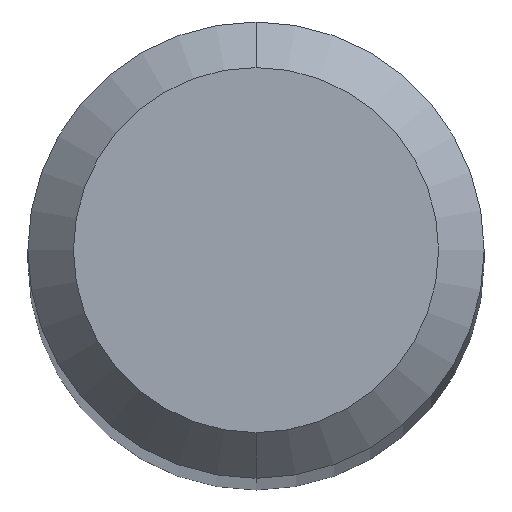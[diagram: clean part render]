
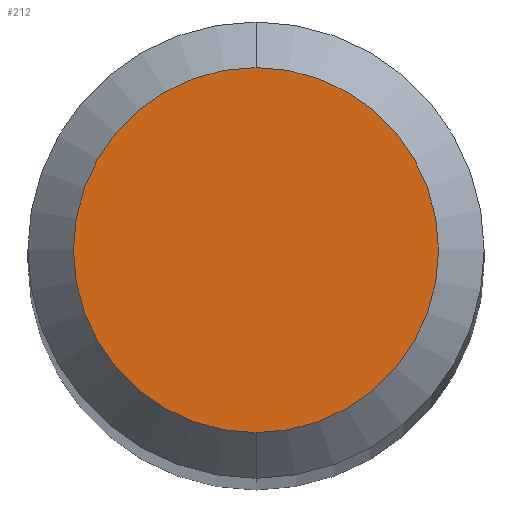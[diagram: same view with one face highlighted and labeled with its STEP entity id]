
A CAD part, top view. The second image highlights one B-rep face of the part: STEP entity #212.
In plain terms, the highlighted planar face has unit normal (0, 0, 1).
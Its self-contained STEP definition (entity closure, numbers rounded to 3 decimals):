
#17 = AXIS2_PLACEMENT_3D ( 'NONE', #183, #114, #152 ) ;
#35 = AXIS2_PLACEMENT_3D ( 'NONE', #131, #159, #99 ) ;
#44 = CARTESIAN_POINT ( 'NONE',  ( 0., -3.016, 0. ) ) ;
#45 = AXIS2_PLACEMENT_3D ( 'NONE', #144, #63, #173 ) ;
#49 = VERTEX_POINT ( 'NONE', #44 ) ;
#63 = DIRECTION ( 'NONE',  ( 0., 0., -1. ) ) ;
#70 = EDGE_LOOP ( 'NONE', ( #93, #155 ) ) ;
#93 = ORIENTED_EDGE ( 'NONE', *, *, #161, .T. ) ;
#95 = EDGE_CURVE ( 'NONE', #49, #104, #151, .T. ) ;
#99 = DIRECTION ( 'NONE',  ( 0., 1., 0. ) ) ;
#104 = VERTEX_POINT ( 'NONE', #182 ) ;
#114 = DIRECTION ( 'NONE',  ( 0., 0., 1. ) ) ;
#125 = FACE_OUTER_BOUND ( 'NONE', #70, .T. ) ;
#131 = CARTESIAN_POINT ( 'NONE',  ( 0., 0., 0. ) ) ;
#144 = CARTESIAN_POINT ( 'NONE',  ( 0., 3.77, 0. ) ) ;
#151 = CIRCLE ( 'NONE', #17, 3.016 ) ;
#152 = DIRECTION ( 'NONE',  ( 0., 1., 0. ) ) ;
#155 = ORIENTED_EDGE ( 'NONE', *, *, #95, .T. ) ;
#159 = DIRECTION ( 'NONE',  ( 0., 0., 1. ) ) ;
#161 = EDGE_CURVE ( 'NONE', #104, #49, #196, .T. ) ;
#173 = DIRECTION ( 'NONE',  ( 0., 1., 0. ) ) ;
#182 = CARTESIAN_POINT ( 'NONE',  ( 0., 3.016, 0. ) ) ;
#183 = CARTESIAN_POINT ( 'NONE',  ( 0., 0., 0. ) ) ;
#196 = CIRCLE ( 'NONE', #35, 3.016 ) ;
#211 = PLANE ( 'NONE',  #45 ) ;
#212 = ADVANCED_FACE ( 'NONE', ( #125 ), #211, .F. ) ;
